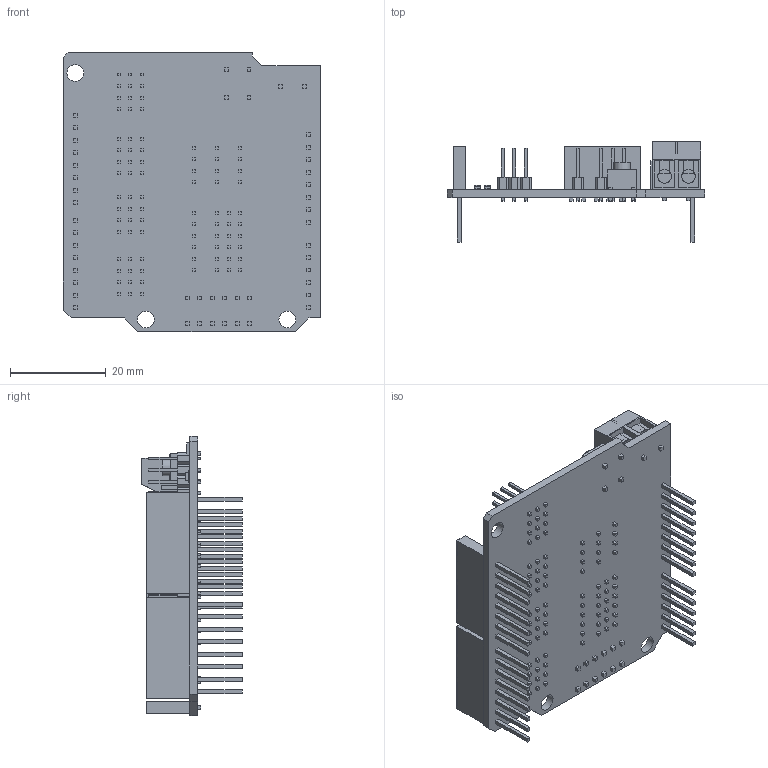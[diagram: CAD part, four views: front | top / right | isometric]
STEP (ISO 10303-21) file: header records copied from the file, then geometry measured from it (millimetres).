
FILE_DESCRIPTION(/* description */ (''),/* implementation_level */ '2;1');
FILE_NAME(/* name */ 'Arduino Sensor Board V1.stp',/* time_stamp */ '2018-07-04T09:44:16-04:00',/* author */ ('Tyler VanProoyen'),/* organization */ (''),/* preprocessor_version */ 'ST-DEVELOPER v17',/* originating_system */ 'Autodesk Inventor 2019',/* authorisation */ '');
FILE_SCHEMA (('AUTOMOTIVE_DESIGN { 1 0 10303 214 3 1 1 }'));
Products named in the file (1): Arduino Sensor Board V1
Bounding box: 53.65 x 20.91 x 58.16 mm (x, y, z)
Volume: 9443.6 mm3; surface area: 14064 mm2
Topology: 1 solids, 1 shells, 2399 faces, 6132 edges, 4086 vertices
Faces by surface type: plane 2371, cylinder 28
Full cylindrical faces by diameter (mm): 0.5 x2, 1.1 x4, 2.86 x2, 3.4 x2, 3.44 x2, 3.45 x1, 3.5 x3
Entity records: 73339 total; most frequent: CARTESIAN_POINT 12618, ORIENTED_EDGE 12264, DIRECTION 11002, EDGE_CURVE 6132, LINE 6062, VECTOR 6062, VERTEX_POINT 4086, EDGE_LOOP 2756
